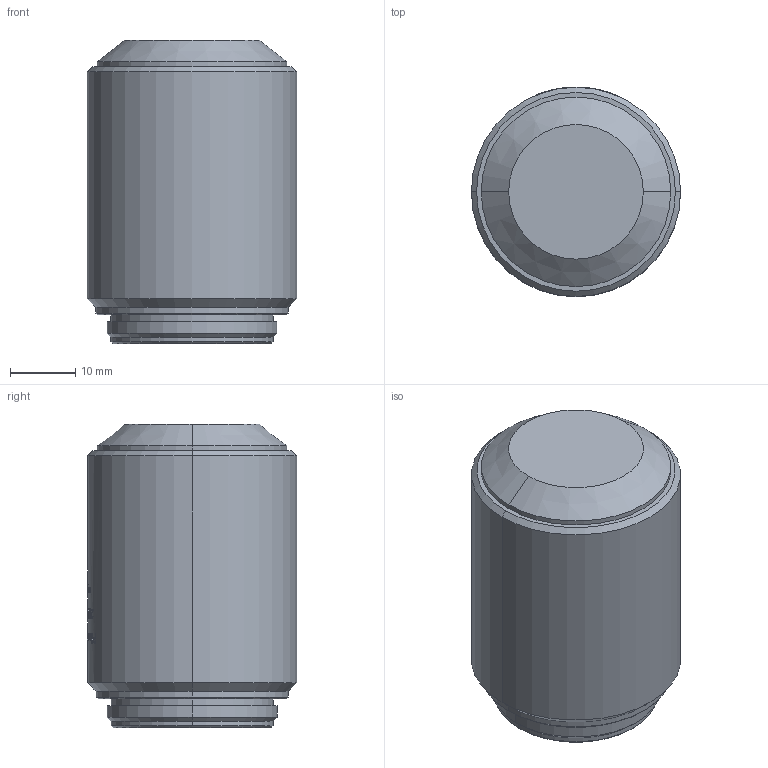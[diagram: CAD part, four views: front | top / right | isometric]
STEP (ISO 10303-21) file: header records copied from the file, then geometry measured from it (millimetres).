
FILE_DESCRIPTION (( 'STEP AP203' ), '1' );
FILE_NAME ('690111.STEP', '2025-07-14T07:30:38', ( '' ), ( '' ), 'SwSTEP 2.0', 'SolidWorks 2020', '' );
FILE_SCHEMA (( 'CONFIG_CONTROL_DESIGN' ));
Length unit declared in the file: millimetre
Products named in the file (1): 690111
Bounding box: 32 x 32.05 x 46.42 mm (x, y, z)
Volume: 34604.2 mm3; surface area: 5844 mm2
Topology: 1 solids, 1 shells, 347 faces, 884 edges, 584 vertices
Faces by surface type: plane 154, bspline 127, cylinder 54, cone 12
Entity records: 25635 total; most frequent: CARTESIAN_POINT 18161, ORIENTED_EDGE 1768, DIRECTION 1106, EDGE_CURVE 884, VERTEX_POINT 584, AXIS2_PLACEMENT_3D 417, B_SPLINE_CURVE_WITH_KNOTS 416, EDGE_LOOP 392
